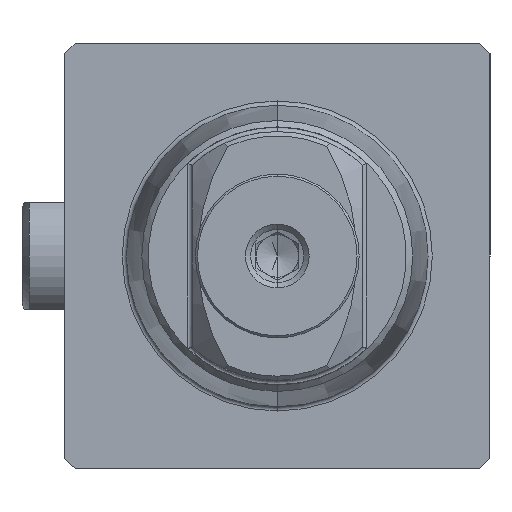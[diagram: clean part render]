
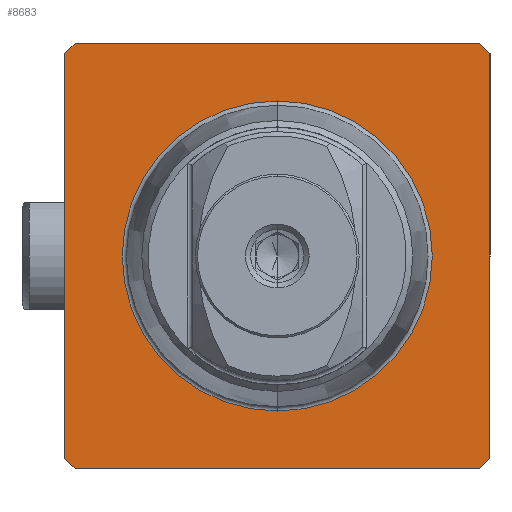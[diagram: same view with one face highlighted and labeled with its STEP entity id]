
A CAD part, left-side view. The second image highlights one B-rep face of the part: STEP entity #8683.
In plain terms, the highlighted planar face has unit normal (-1, 0, 0).
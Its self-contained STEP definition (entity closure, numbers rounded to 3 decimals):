
#4 = LINE ( 'NONE', #3388, #4003 ) ;
#31 = DIRECTION ( 'NONE',  ( 0., 0., 1. ) ) ;
#61 = VECTOR ( 'NONE', #4379, 1000. ) ;
#143 = LINE ( 'NONE', #4896, #1855 ) ;
#233 = VECTOR ( 'NONE', #5138, 1000. ) ;
#392 = CARTESIAN_POINT ( 'NONE',  ( 0., 0., 0. ) ) ;
#589 = DIRECTION ( 'NONE',  ( 0., -0.707, -0.707 ) ) ;
#638 = VECTOR ( 'NONE', #31, 1000. ) ;
#874 = EDGE_CURVE ( 'NONE', #7037, #6237, #143, .T. ) ;
#1078 = ORIENTED_EDGE ( 'NONE', *, *, #874, .T. ) ;
#1128 = CARTESIAN_POINT ( 'NONE',  ( 0., 9.5, 10. ) ) ;
#1185 = AXIS2_PLACEMENT_3D ( 'NONE', #392, #7047, #3035 ) ;
#1216 = DIRECTION ( 'NONE',  ( 0., -0.707, 0.707 ) ) ;
#1459 = VERTEX_POINT ( 'NONE', #5221 ) ;
#1855 = VECTOR ( 'NONE', #7547, 1000. ) ;
#1912 = CARTESIAN_POINT ( 'NONE',  ( 0., 10., -9.5 ) ) ;
#1918 = EDGE_LOOP ( 'NONE', ( #4217, #2146, #3857, #5720, #2505, #6229, #1078, #7192 ) ) ;
#2005 = VERTEX_POINT ( 'NONE', #4544 ) ;
#2146 = ORIENTED_EDGE ( 'NONE', *, *, #5389, .T. ) ;
#2270 = EDGE_CURVE ( 'NONE', #8604, #7744, #5113, .T. ) ;
#2505 = ORIENTED_EDGE ( 'NONE', *, *, #8549, .F. ) ;
#3035 = DIRECTION ( 'NONE',  ( 0., 0., 1. ) ) ;
#3046 = DIRECTION ( 'NONE',  ( 0., 0., -1. ) ) ;
#3092 = AXIS2_PLACEMENT_3D ( 'NONE', #5838, #8551, #5879 ) ;
#3094 = EDGE_CURVE ( 'NONE', #8625, #7037, #6002, .T. ) ;
#3134 = CARTESIAN_POINT ( 'NONE',  ( 0., 7.287, 0. ) ) ;
#3140 = CARTESIAN_POINT ( 'NONE',  ( 0., 10., 9.5 ) ) ;
#3160 = CARTESIAN_POINT ( 'NONE',  ( 0., 9.5, -10. ) ) ;
#3191 = CARTESIAN_POINT ( 'NONE',  ( 0., 10., -9.5 ) ) ;
#3388 = CARTESIAN_POINT ( 'NONE',  ( 0., -9.5, 10. ) ) ;
#3857 = ORIENTED_EDGE ( 'NONE', *, *, #4239, .T. ) ;
#3889 = AXIS2_PLACEMENT_3D ( 'NONE', #3134, #8497, #3046 ) ;
#3902 = ORIENTED_EDGE ( 'NONE', *, *, #5007, .F. ) ;
#3928 = VECTOR ( 'NONE', #589, 1000. ) ;
#3940 = CARTESIAN_POINT ( 'NONE',  ( 0., 10., 0. ) ) ;
#4003 = VECTOR ( 'NONE', #4090, 1000. ) ;
#4090 = DIRECTION ( 'NONE',  ( 0., 0.707, 0.707 ) ) ;
#4217 = ORIENTED_EDGE ( 'NONE', *, *, #4576, .T. ) ;
#4239 = EDGE_CURVE ( 'NONE', #8349, #8604, #5627, .T. ) ;
#4379 = DIRECTION ( 'NONE',  ( 0., 1., 0. ) ) ;
#4448 = PLANE ( 'NONE',  #3889 ) ;
#4544 = CARTESIAN_POINT ( 'NONE',  ( 0., 0., -7.287 ) ) ;
#4576 = EDGE_CURVE ( 'NONE', #6091, #1459, #6151, .T. ) ;
#4735 = CARTESIAN_POINT ( 'NONE',  ( 0., 0., 7.287 ) ) ;
#4800 = EDGE_LOOP ( 'NONE', ( #5574, #3902 ) ) ;
#4896 = CARTESIAN_POINT ( 'NONE',  ( 0., 7.287, -10. ) ) ;
#4987 = CIRCLE ( 'NONE', #1185, 7.287 ) ;
#5007 = EDGE_CURVE ( 'NONE', #2005, #7556, #4987, .T. ) ;
#5113 = LINE ( 'NONE', #6350, #7519 ) ;
#5138 = DIRECTION ( 'NONE',  ( 0., 0., 1. ) ) ;
#5221 = CARTESIAN_POINT ( 'NONE',  ( 0., -10., 9.5 ) ) ;
#5389 = EDGE_CURVE ( 'NONE', #1459, #8349, #4, .T. ) ;
#5556 = CARTESIAN_POINT ( 'NONE',  ( 0., -9.5, -10. ) ) ;
#5574 = ORIENTED_EDGE ( 'NONE', *, *, #6140, .F. ) ;
#5627 = LINE ( 'NONE', #8513, #61 ) ;
#5688 = FACE_OUTER_BOUND ( 'NONE', #1918, .T. ) ;
#5720 = ORIENTED_EDGE ( 'NONE', *, *, #2270, .T. ) ;
#5838 = CARTESIAN_POINT ( 'NONE',  ( 0., 0., 0. ) ) ;
#5843 = LINE ( 'NONE', #3940, #233 ) ;
#5879 = DIRECTION ( 'NONE',  ( 0., 0., 1. ) ) ;
#6002 = LINE ( 'NONE', #1912, #3928 ) ;
#6065 = CARTESIAN_POINT ( 'NONE',  ( 0., -10., 0. ) ) ;
#6091 = VERTEX_POINT ( 'NONE', #7878 ) ;
#6140 = EDGE_CURVE ( 'NONE', #7556, #2005, #6480, .T. ) ;
#6151 = LINE ( 'NONE', #6065, #638 ) ;
#6229 = ORIENTED_EDGE ( 'NONE', *, *, #3094, .T. ) ;
#6237 = VERTEX_POINT ( 'NONE', #5556 ) ;
#6350 = CARTESIAN_POINT ( 'NONE',  ( 0., 10., 9.5 ) ) ;
#6393 = FACE_BOUND ( 'NONE', #4800, .T. ) ;
#6465 = LINE ( 'NONE', #6592, #6844 ) ;
#6480 = CIRCLE ( 'NONE', #3092, 7.287 ) ;
#6592 = CARTESIAN_POINT ( 'NONE',  ( 0., -10., -9.5 ) ) ;
#6844 = VECTOR ( 'NONE', #1216, 1000. ) ;
#7037 = VERTEX_POINT ( 'NONE', #3160 ) ;
#7047 = DIRECTION ( 'NONE',  ( -1., 0., 0. ) ) ;
#7192 = ORIENTED_EDGE ( 'NONE', *, *, #8531, .T. ) ;
#7519 = VECTOR ( 'NONE', #7773, 1000. ) ;
#7528 = CARTESIAN_POINT ( 'NONE',  ( 0., -9.5, 10. ) ) ;
#7547 = DIRECTION ( 'NONE',  ( 0., -1., 0. ) ) ;
#7556 = VERTEX_POINT ( 'NONE', #4735 ) ;
#7744 = VERTEX_POINT ( 'NONE', #3140 ) ;
#7773 = DIRECTION ( 'NONE',  ( 0., 0.707, -0.707 ) ) ;
#7878 = CARTESIAN_POINT ( 'NONE',  ( 0., -10., -9.5 ) ) ;
#8349 = VERTEX_POINT ( 'NONE', #7528 ) ;
#8497 = DIRECTION ( 'NONE',  ( 1., 0., 0. ) ) ;
#8513 = CARTESIAN_POINT ( 'NONE',  ( 0., 7.287, 10. ) ) ;
#8531 = EDGE_CURVE ( 'NONE', #6237, #6091, #6465, .T. ) ;
#8549 = EDGE_CURVE ( 'NONE', #8625, #7744, #5843, .T. ) ;
#8551 = DIRECTION ( 'NONE',  ( -1., 0., 0. ) ) ;
#8604 = VERTEX_POINT ( 'NONE', #1128 ) ;
#8625 = VERTEX_POINT ( 'NONE', #3191 ) ;
#8683 = ADVANCED_FACE ( 'NONE', ( #6393, #5688 ), #4448, .F. ) ;
